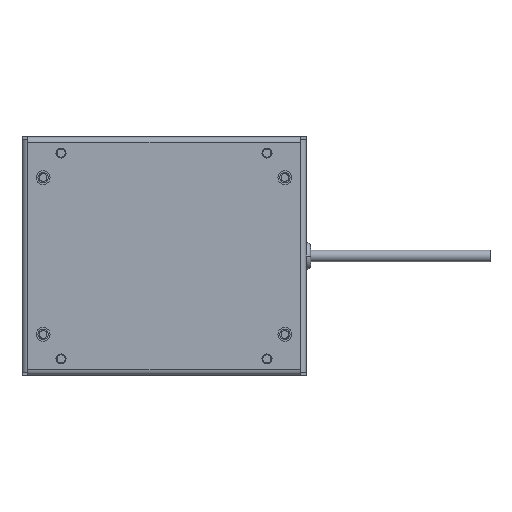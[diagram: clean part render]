
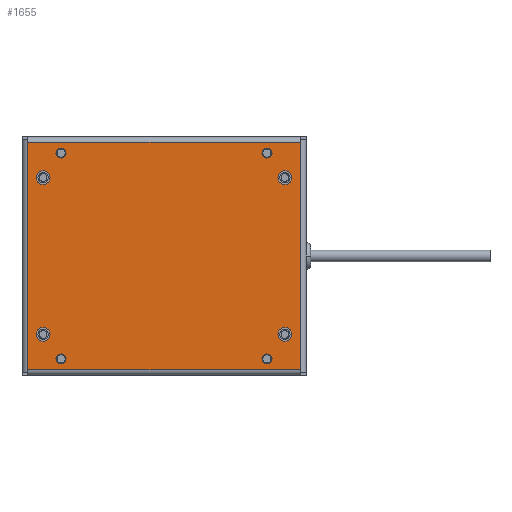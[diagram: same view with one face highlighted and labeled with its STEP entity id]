
A CAD part, front view. The second image highlights one B-rep face of the part: STEP entity #1655.
In plain terms, the highlighted planar face has unit normal (0, -1, 0).
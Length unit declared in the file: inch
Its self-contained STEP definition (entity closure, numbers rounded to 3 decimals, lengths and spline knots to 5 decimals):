
#413=DIRECTION('',(0.,0.,1.));
#414=VECTOR('',#413,3.478);
#415=CARTESIAN_POINT('',(-2.083,-0.048,-1.739));
#416=LINE('',#415,#414);
#426=CARTESIAN_POINT('',(1.575,-0.048,-1.575));
#427=DIRECTION('',(0.,1.,0.));
#428=DIRECTION('',(0.,0.,1.));
#429=AXIS2_PLACEMENT_3D('',#426,#427,#428);
#431=CARTESIAN_POINT('',(1.575,-0.048,-1.575));
#432=DIRECTION('',(0.,1.,0.));
#433=DIRECTION('',(0.,0.,-1.));
#434=AXIS2_PLACEMENT_3D('',#431,#432,#433);
#436=CARTESIAN_POINT('',(1.575,-0.048,1.575));
#437=DIRECTION('',(0.,1.,0.));
#438=DIRECTION('',(0.,0.,1.));
#439=AXIS2_PLACEMENT_3D('',#436,#437,#438);
#441=CARTESIAN_POINT('',(1.575,-0.048,1.575));
#442=DIRECTION('',(0.,1.,0.));
#443=DIRECTION('',(0.,0.,-1.));
#444=AXIS2_PLACEMENT_3D('',#441,#442,#443);
#446=CARTESIAN_POINT('',(-1.575,-0.048,1.575));
#447=DIRECTION('',(0.,1.,0.));
#448=DIRECTION('',(0.,0.,1.));
#449=AXIS2_PLACEMENT_3D('',#446,#447,#448);
#451=CARTESIAN_POINT('',(-1.575,-0.048,1.575));
#452=DIRECTION('',(0.,1.,0.));
#453=DIRECTION('',(0.,0.,-1.));
#454=AXIS2_PLACEMENT_3D('',#451,#452,#453);
#456=CARTESIAN_POINT('',(-1.575,-0.048,-1.575));
#457=DIRECTION('',(0.,1.,0.));
#458=DIRECTION('',(0.,0.,1.));
#459=AXIS2_PLACEMENT_3D('',#456,#457,#458);
#461=CARTESIAN_POINT('',(-1.575,-0.048,-1.575));
#462=DIRECTION('',(0.,1.,0.));
#463=DIRECTION('',(0.,0.,-1.));
#464=AXIS2_PLACEMENT_3D('',#461,#462,#463);
#466=CARTESIAN_POINT('',(1.85,-0.048,-1.2));
#467=DIRECTION('',(0.,1.,0.));
#468=DIRECTION('',(-1.,0.,0.));
#469=AXIS2_PLACEMENT_3D('',#466,#467,#468);
#471=CARTESIAN_POINT('',(1.85,-0.048,-1.2));
#472=DIRECTION('',(0.,1.,0.));
#473=DIRECTION('',(1.,0.,0.));
#474=AXIS2_PLACEMENT_3D('',#471,#472,#473);
#476=CARTESIAN_POINT('',(1.85,-0.048,1.2));
#477=DIRECTION('',(0.,1.,0.));
#478=DIRECTION('',(-1.,0.,0.));
#479=AXIS2_PLACEMENT_3D('',#476,#477,#478);
#481=CARTESIAN_POINT('',(1.85,-0.048,1.2));
#482=DIRECTION('',(0.,1.,0.));
#483=DIRECTION('',(1.,0.,0.));
#484=AXIS2_PLACEMENT_3D('',#481,#482,#483);
#486=CARTESIAN_POINT('',(-1.85,-0.048,1.2));
#487=DIRECTION('',(0.,1.,0.));
#488=DIRECTION('',(-1.,0.,0.));
#489=AXIS2_PLACEMENT_3D('',#486,#487,#488);
#491=CARTESIAN_POINT('',(-1.85,-0.048,1.2));
#492=DIRECTION('',(0.,1.,0.));
#493=DIRECTION('',(1.,0.,0.));
#494=AXIS2_PLACEMENT_3D('',#491,#492,#493);
#496=CARTESIAN_POINT('',(-1.85,-0.048,-1.2));
#497=DIRECTION('',(0.,1.,0.));
#498=DIRECTION('',(-1.,0.,0.));
#499=AXIS2_PLACEMENT_3D('',#496,#497,#498);
#501=CARTESIAN_POINT('',(-1.85,-0.048,-1.2));
#502=DIRECTION('',(0.,1.,0.));
#503=DIRECTION('',(1.,0.,0.));
#504=AXIS2_PLACEMENT_3D('',#501,#502,#503);
#520=DIRECTION('',(1.,0.,0.));
#521=VECTOR('',#520,4.166);
#522=CARTESIAN_POINT('',(-2.083,-0.048,1.739));
#523=LINE('',#522,#521);
#603=DIRECTION('',(0.,0.,-1.));
#604=VECTOR('',#603,3.478);
#605=CARTESIAN_POINT('',(2.083,-0.048,1.739));
#606=LINE('',#605,#604);
#672=DIRECTION('',(-1.,0.,0.));
#673=VECTOR('',#672,4.166);
#674=CARTESIAN_POINT('',(2.083,-0.048,-1.739));
#675=LINE('',#674,#673);
#872=CARTESIAN_POINT('',(-2.083,-0.048,1.739));
#873=VERTEX_POINT('',#872);
#876=CARTESIAN_POINT('',(2.083,-0.048,1.739));
#877=VERTEX_POINT('',#876);
#926=CARTESIAN_POINT('',(-1.575,-0.048,-1.5125));
#927=CARTESIAN_POINT('',(-1.575,-0.048,-1.6375));
#928=VERTEX_POINT('',#926);
#929=VERTEX_POINT('',#927);
#930=CARTESIAN_POINT('',(-1.575,-0.048,1.6375));
#931=CARTESIAN_POINT('',(-1.575,-0.048,1.5125));
#932=VERTEX_POINT('',#930);
#933=VERTEX_POINT('',#931);
#934=CARTESIAN_POINT('',(1.575,-0.048,1.6375));
#935=CARTESIAN_POINT('',(1.575,-0.048,1.5125));
#936=VERTEX_POINT('',#934);
#937=VERTEX_POINT('',#935);
#938=CARTESIAN_POINT('',(1.575,-0.048,-1.5125));
#939=CARTESIAN_POINT('',(1.575,-0.048,-1.6375));
#940=VERTEX_POINT('',#938);
#941=VERTEX_POINT('',#939);
#976=CARTESIAN_POINT('',(2.083,-0.048,-1.739));
#977=VERTEX_POINT('',#976);
#980=CARTESIAN_POINT('',(-2.083,-0.048,-1.739));
#981=VERTEX_POINT('',#980);
#1014=CARTESIAN_POINT('',(-1.956,-0.048,-1.2));
#1015=CARTESIAN_POINT('',(-1.744,-0.048,-1.2));
#1016=VERTEX_POINT('',#1014);
#1017=VERTEX_POINT('',#1015);
#1018=CARTESIAN_POINT('',(-1.956,-0.048,1.2));
#1019=CARTESIAN_POINT('',(-1.744,-0.048,1.2));
#1020=VERTEX_POINT('',#1018);
#1021=VERTEX_POINT('',#1019);
#1022=CARTESIAN_POINT('',(1.744,-0.048,1.2));
#1023=CARTESIAN_POINT('',(1.956,-0.048,1.2));
#1024=VERTEX_POINT('',#1022);
#1025=VERTEX_POINT('',#1023);
#1026=CARTESIAN_POINT('',(1.744,-0.048,-1.2));
#1027=CARTESIAN_POINT('',(1.956,-0.048,-1.2));
#1028=VERTEX_POINT('',#1026);
#1029=VERTEX_POINT('',#1027);
#1593=CARTESIAN_POINT('',(0.,-0.048,0.));
#1594=DIRECTION('',(0.,1.,0.));
#1595=DIRECTION('',(1.,0.,0.));
#1596=AXIS2_PLACEMENT_3D('',#1593,#1594,#1595);
#1597=PLANE('',#1596);
#1598=ORIENTED_EDGE('',*,*,#1586,.T.);
#1600=ORIENTED_EDGE('',*,*,#1599,.T.);
#1602=ORIENTED_EDGE('',*,*,#1601,.T.);
#1604=ORIENTED_EDGE('',*,*,#1603,.T.);
#1605=EDGE_LOOP('',(#1598,#1600,#1602,#1604));
#1606=FACE_OUTER_BOUND('',#1605,.F.);
#1608=ORIENTED_EDGE('',*,*,#1607,.F.);
#1610=ORIENTED_EDGE('',*,*,#1609,.F.);
#1611=EDGE_LOOP('',(#1608,#1610));
#1612=FACE_BOUND('',#1611,.F.);
#1614=ORIENTED_EDGE('',*,*,#1613,.F.);
#1616=ORIENTED_EDGE('',*,*,#1615,.F.);
#1617=EDGE_LOOP('',(#1614,#1616));
#1618=FACE_BOUND('',#1617,.F.);
#1620=ORIENTED_EDGE('',*,*,#1619,.F.);
#1622=ORIENTED_EDGE('',*,*,#1621,.F.);
#1623=EDGE_LOOP('',(#1620,#1622));
#1624=FACE_BOUND('',#1623,.F.);
#1626=ORIENTED_EDGE('',*,*,#1625,.F.);
#1628=ORIENTED_EDGE('',*,*,#1627,.F.);
#1629=EDGE_LOOP('',(#1626,#1628));
#1630=FACE_BOUND('',#1629,.F.);
#1632=ORIENTED_EDGE('',*,*,#1631,.F.);
#1634=ORIENTED_EDGE('',*,*,#1633,.F.);
#1635=EDGE_LOOP('',(#1632,#1634));
#1636=FACE_BOUND('',#1635,.F.);
#1638=ORIENTED_EDGE('',*,*,#1637,.F.);
#1640=ORIENTED_EDGE('',*,*,#1639,.F.);
#1641=EDGE_LOOP('',(#1638,#1640));
#1642=FACE_BOUND('',#1641,.F.);
#1644=ORIENTED_EDGE('',*,*,#1643,.F.);
#1646=ORIENTED_EDGE('',*,*,#1645,.F.);
#1647=EDGE_LOOP('',(#1644,#1646));
#1648=FACE_BOUND('',#1647,.F.);
#1650=ORIENTED_EDGE('',*,*,#1649,.F.);
#1652=ORIENTED_EDGE('',*,*,#1651,.F.);
#1653=EDGE_LOOP('',(#1650,#1652));
#1654=FACE_BOUND('',#1653,.F.);
#1655=ADVANCED_FACE('',(#1606,#1612,#1618,#1624,#1630,#1636,#1642,#1648,#1654),
#1597,.F.);
#430=CIRCLE('',#429,0.0625);
#435=CIRCLE('',#434,0.0625);
#440=CIRCLE('',#439,0.0625);
#445=CIRCLE('',#444,0.0625);
#450=CIRCLE('',#449,0.0625);
#455=CIRCLE('',#454,0.0625);
#460=CIRCLE('',#459,0.0625);
#465=CIRCLE('',#464,0.0625);
#470=CIRCLE('',#469,0.106);
#475=CIRCLE('',#474,0.106);
#480=CIRCLE('',#479,0.106);
#485=CIRCLE('',#484,0.106);
#490=CIRCLE('',#489,0.106);
#495=CIRCLE('',#494,0.106);
#500=CIRCLE('',#499,0.106);
#505=CIRCLE('',#504,0.106);
#1586=EDGE_CURVE('',#981,#873,#416,.T.);
#1599=EDGE_CURVE('',#873,#877,#523,.T.);
#1601=EDGE_CURVE('',#877,#977,#606,.T.);
#1603=EDGE_CURVE('',#977,#981,#675,.T.);
#1607=EDGE_CURVE('',#940,#941,#430,.T.);
#1609=EDGE_CURVE('',#941,#940,#435,.T.);
#1613=EDGE_CURVE('',#936,#937,#440,.T.);
#1615=EDGE_CURVE('',#937,#936,#445,.T.);
#1619=EDGE_CURVE('',#932,#933,#450,.T.);
#1621=EDGE_CURVE('',#933,#932,#455,.T.);
#1625=EDGE_CURVE('',#928,#929,#460,.T.);
#1627=EDGE_CURVE('',#929,#928,#465,.T.);
#1631=EDGE_CURVE('',#1028,#1029,#470,.T.);
#1633=EDGE_CURVE('',#1029,#1028,#475,.T.);
#1637=EDGE_CURVE('',#1024,#1025,#480,.T.);
#1639=EDGE_CURVE('',#1025,#1024,#485,.T.);
#1643=EDGE_CURVE('',#1020,#1021,#490,.T.);
#1645=EDGE_CURVE('',#1021,#1020,#495,.T.);
#1649=EDGE_CURVE('',#1016,#1017,#500,.T.);
#1651=EDGE_CURVE('',#1017,#1016,#505,.T.);
